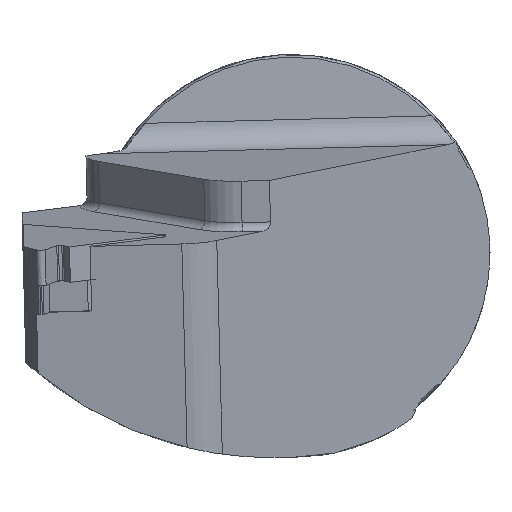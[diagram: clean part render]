
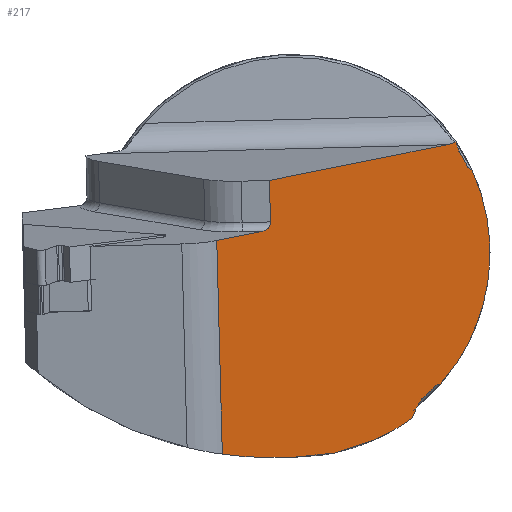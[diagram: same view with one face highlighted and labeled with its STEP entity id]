
A CAD part, left-side view. The second image highlights one B-rep face of the part: STEP entity #217.
In plain terms, the highlighted planar face has unit normal (-0.696, -0.71, -0.104).
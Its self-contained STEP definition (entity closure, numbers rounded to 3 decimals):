
#90=ELLIPSE('',#1529,29.654,20.65);
#91=ELLIPSE('',#1530,28.362,19.75);
#92=ELLIPSE('',#1531,22.301,12.481);
#93=ELLIPSE('',#1532,28.721,20.);
#94=ELLIPSE('',#1533,22.301,12.481);
#95=ELLIPSE('',#1534,28.362,19.75);
#96=ELLIPSE('',#1535,4.243,3.);
#97=ELLIPSE('',#1536,1.131,0.8);
#98=ELLIPSE('',#1537,53.133,37.);
#111=B_SPLINE_CURVE_WITH_KNOTS('',3,(#2187,#2188,#2189,#2190),
 .UNSPECIFIED.,.F.,.F.,(4,4),(0.,1.),.UNSPECIFIED.);
#112=B_SPLINE_CURVE_WITH_KNOTS('',3,(#2192,#2193,#2194,#2195,#2196,#2197,
#2198),.UNSPECIFIED.,.F.,.F.,(4,3,4),(0.,0.365,1.),
 .UNSPECIFIED.);
#113=B_SPLINE_CURVE_WITH_KNOTS('',3,(#2210,#2211,#2212,#2213,#2214,#2215,
#2216,#2217,#2218,#2219),.UNSPECIFIED.,.F.,.F.,(4,3,3,4),(0.,0.116,
0.908,1.),.UNSPECIFIED.);
#217=ADVANCED_FACE('',(#349),#304,.F.);
#304=PLANE('',#1538);
#349=FACE_OUTER_BOUND('',#428,.T.);
#428=EDGE_LOOP('',(#547,#548,#549,#550,#551,#552,#553,#554,#555,#556,#557,
#558,#559,#560,#561,#562,#563));
#547=ORIENTED_EDGE('',*,*,#1100,.T.);
#548=ORIENTED_EDGE('',*,*,#1101,.T.);
#549=ORIENTED_EDGE('',*,*,#1102,.F.);
#550=ORIENTED_EDGE('',*,*,#1103,.F.);
#551=ORIENTED_EDGE('',*,*,#1104,.F.);
#552=ORIENTED_EDGE('',*,*,#1105,.F.);
#553=ORIENTED_EDGE('',*,*,#1106,.F.);
#554=ORIENTED_EDGE('',*,*,#1107,.F.);
#555=ORIENTED_EDGE('',*,*,#1108,.F.);
#556=ORIENTED_EDGE('',*,*,#1109,.F.);
#557=ORIENTED_EDGE('',*,*,#1110,.F.);
#558=ORIENTED_EDGE('',*,*,#1111,.F.);
#559=ORIENTED_EDGE('',*,*,#1112,.F.);
#560=ORIENTED_EDGE('',*,*,#1113,.T.);
#561=ORIENTED_EDGE('',*,*,#1093,.F.);
#562=ORIENTED_EDGE('',*,*,#1114,.T.);
#563=ORIENTED_EDGE('',*,*,#1115,.T.);
#951=VERTEX_POINT('',#2164);
#952=VERTEX_POINT('',#2166);
#958=VERTEX_POINT('',#2183);
#959=VERTEX_POINT('',#2184);
#960=VERTEX_POINT('',#2186);
#961=VERTEX_POINT('',#2191);
#962=VERTEX_POINT('',#2199);
#963=VERTEX_POINT('',#2201);
#964=VERTEX_POINT('',#2203);
#965=VERTEX_POINT('',#2205);
#966=VERTEX_POINT('',#2207);
#967=VERTEX_POINT('',#2209);
#968=VERTEX_POINT('',#2220);
#969=VERTEX_POINT('',#2222);
#970=VERTEX_POINT('',#2224);
#971=VERTEX_POINT('',#2226);
#972=VERTEX_POINT('',#2229);
#1093=EDGE_CURVE('',#951,#952,#1298,.T.);
#1100=EDGE_CURVE('',#958,#959,#1302,.T.);
#1101=EDGE_CURVE('',#959,#960,#90,.T.);
#1102=EDGE_CURVE('',#961,#960,#111,.T.);
#1103=EDGE_CURVE('',#962,#961,#112,.T.);
#1104=EDGE_CURVE('',#963,#962,#91,.T.);
#1105=EDGE_CURVE('',#964,#963,#92,.T.);
#1106=EDGE_CURVE('',#965,#964,#93,.T.);
#1107=EDGE_CURVE('',#966,#965,#94,.T.);
#1108=EDGE_CURVE('',#967,#966,#95,.T.);
#1109=EDGE_CURVE('',#968,#967,#113,.T.);
#1110=EDGE_CURVE('',#969,#968,#96,.T.);
#1111=EDGE_CURVE('',#970,#969,#1303,.T.);
#1112=EDGE_CURVE('',#971,#970,#1304,.T.);
#1113=EDGE_CURVE('',#971,#952,#97,.T.);
#1114=EDGE_CURVE('',#951,#972,#1305,.T.);
#1115=EDGE_CURVE('',#972,#958,#98,.T.);
#1298=LINE('',#2165,#1408);
#1302=LINE('',#2182,#1412);
#1303=LINE('',#2223,#1413);
#1304=LINE('',#2225,#1414);
#1305=LINE('',#2228,#1415);
#1408=VECTOR('',#1688,1.);
#1412=VECTOR('',#1698,1.);
#1413=VECTOR('',#1713,1.);
#1414=VECTOR('',#1714,1.);
#1415=VECTOR('',#1717,1.);
#1529=AXIS2_PLACEMENT_3D('',#2185,#1699,#1700);
#1530=AXIS2_PLACEMENT_3D('',#2200,#1701,#1702);
#1531=AXIS2_PLACEMENT_3D('',#2202,#1703,#1704);
#1532=AXIS2_PLACEMENT_3D('',#2204,#1705,#1706);
#1533=AXIS2_PLACEMENT_3D('',#2206,#1707,#1708);
#1534=AXIS2_PLACEMENT_3D('',#2208,#1709,#1710);
#1535=AXIS2_PLACEMENT_3D('',#2221,#1711,#1712);
#1536=AXIS2_PLACEMENT_3D('',#2227,#1715,#1716);
#1537=AXIS2_PLACEMENT_3D('',#2230,#1718,#1719);
#1538=AXIS2_PLACEMENT_3D('',#2231,#1720,#1721);
#1688=DIRECTION('',(0.696,-0.704,0.141));
#1698=DIRECTION('',(0.714,-0.7,0.));
#1699=DIRECTION('',(-0.696,-0.71,-0.104));
#1700=DIRECTION('',(-0.718,0.689,0.101));
#1701=DIRECTION('',(0.696,0.71,0.104));
#1702=DIRECTION('',(-0.718,0.689,0.101));
#1703=DIRECTION('',(0.696,0.71,0.104));
#1704=DIRECTION('',(0.718,-0.689,-0.101));
#1705=DIRECTION('',(0.696,0.71,0.104));
#1706=DIRECTION('',(-0.718,0.689,0.101));
#1707=DIRECTION('',(0.696,0.71,0.104));
#1708=DIRECTION('',(0.718,-0.689,-0.101));
#1709=DIRECTION('',(0.696,0.71,0.104));
#1710=DIRECTION('',(-0.718,0.689,0.101));
#1711=DIRECTION('',(-0.696,-0.71,-0.104));
#1712=DIRECTION('',(-0.696,0.704,-0.141));
#1713=DIRECTION('',(0.696,-0.704,0.141));
#1714=DIRECTION('',(-0.174,0.026,0.984));
#1715=DIRECTION('',(0.696,0.71,0.104));
#1716=DIRECTION('',(0.696,-0.704,0.141));
#1717=DIRECTION('',(0.174,-0.026,-0.984));
#1718=DIRECTION('',(-0.696,-0.71,-0.104));
#1719=DIRECTION('',(-0.718,0.689,0.101));
#1720=DIRECTION('',(0.696,0.71,0.104));
#1721=DIRECTION('',(0.714,-0.7,0.));
#2164=CARTESIAN_POINT('',(5.267,7.565,1.235));
#2165=CARTESIAN_POINT('',(39.427,-26.952,8.164));
#2166=CARTESIAN_POINT('',(9.866,2.919,2.168));
#2182=CARTESIAN_POINT('',(41.633,-24.886,-20.65));
#2183=CARTESIAN_POINT('',(14.218,2.,-20.65));
#2184=CARTESIAN_POINT('',(16.257,0.,-20.65));
#2185=CARTESIAN_POINT('',(13.166,0.,0.));
#2186=CARTESIAN_POINT('',(28.019,-12.11,-16.726));
#2187=CARTESIAN_POINT('',(28.307,-12.532,-15.779));
#2188=CARTESIAN_POINT('',(28.213,-12.394,-16.097));
#2189=CARTESIAN_POINT('',(28.117,-12.253,-16.412));
#2190=CARTESIAN_POINT('',(28.019,-12.11,-16.726));
#2191=CARTESIAN_POINT('',(28.307,-12.532,-15.779));
#2192=CARTESIAN_POINT('',(29.,-13.398,-14.511));
#2193=CARTESIAN_POINT('',(28.888,-13.27,-14.628));
#2194=CARTESIAN_POINT('',(28.786,-13.151,-14.767));
#2195=CARTESIAN_POINT('',(28.695,-13.039,-14.915));
#2196=CARTESIAN_POINT('',(28.536,-12.846,-15.171));
#2197=CARTESIAN_POINT('',(28.401,-12.671,-15.462));
#2198=CARTESIAN_POINT('',(28.307,-12.532,-15.779));
#2199=CARTESIAN_POINT('',(29.,-13.398,-14.511));
#2200=CARTESIAN_POINT('',(13.166,0.,0.));
#2201=CARTESIAN_POINT('',(30.,-14.548,-13.358));
#2202=CARTESIAN_POINT('',(22.69,-9.142,-1.342));
#2203=CARTESIAN_POINT('',(30.433,-14.99,-13.24));
#2204=CARTESIAN_POINT('',(13.166,0.,0.));
#2205=CARTESIAN_POINT('',(30.433,-18.163,8.374));
#2206=CARTESIAN_POINT('',(22.69,-9.142,-1.342));
#2207=CARTESIAN_POINT('',(30.,-17.773,8.613));
#2208=CARTESIAN_POINT('',(13.166,0.,0.));
#2209=CARTESIAN_POINT('',(29.,-17.003,10.048));
#2210=CARTESIAN_POINT('',(28.397,-16.584,11.222));
#2211=CARTESIAN_POINT('',(28.415,-16.594,11.172));
#2212=CARTESIAN_POINT('',(28.433,-16.604,11.123));
#2213=CARTESIAN_POINT('',(28.452,-16.616,11.073));
#2214=CARTESIAN_POINT('',(28.58,-16.693,10.739));
#2215=CARTESIAN_POINT('',(28.741,-16.804,10.419));
#2216=CARTESIAN_POINT('',(28.932,-16.95,10.143));
#2217=CARTESIAN_POINT('',(28.954,-16.967,10.111));
#2218=CARTESIAN_POINT('',(28.977,-16.985,10.079));
#2219=CARTESIAN_POINT('',(29.,-17.003,10.048));
#2220=CARTESIAN_POINT('',(28.397,-16.584,11.222));
#2221=CARTESIAN_POINT('',(27.,-15.6,13.852));
#2222=CARTESIAN_POINT('',(27.521,-15.677,10.899));
#2223=CARTESIAN_POINT('',(38.55,-26.822,13.136));
#2224=CARTESIAN_POINT('',(9.777,2.253,7.299));
#2225=CARTESIAN_POINT('',(-0.008,3.705,62.774));
#2226=CARTESIAN_POINT('',(10.515,2.143,3.115));
#2227=CARTESIAN_POINT('',(9.727,2.939,2.955));
#2228=CARTESIAN_POINT('',(-5.395,9.148,61.682));
#2229=CARTESIAN_POINT('',(9.068,7.001,-20.31));
#2230=CARTESIAN_POINT('',(8.679,2.,16.35));
#2231=CARTESIAN_POINT('',(28.765,-25.369,68.611));
